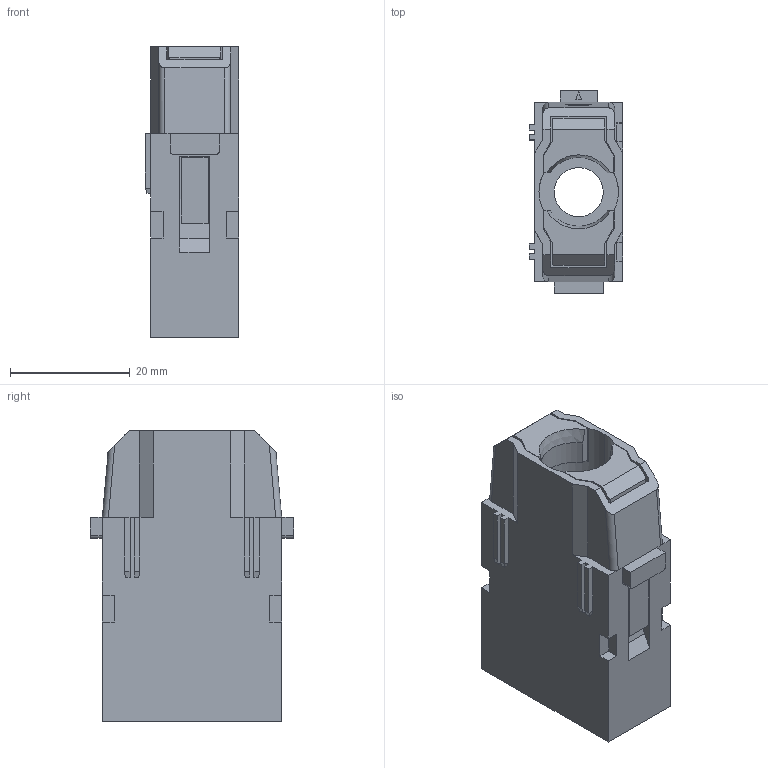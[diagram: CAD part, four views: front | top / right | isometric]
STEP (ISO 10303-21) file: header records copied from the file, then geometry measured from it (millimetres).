
FILE_DESCRIPTION(('Creo Elements/Direct Modeling STEP Export'),'2;1');
FILE_NAME('0lndqdl4d14n4553852','2017-10-02T 9:28:33',(''),(''),'PTC Creo Elements/Direct Modeling STEP processor for AP214 (Solid Model)','PTC Creo Elements/Direct Modeling 19.0E 27-Jun-2016 (C) Parametric Technology GmbH','');
FILE_SCHEMA(('AUTOMOTIVE_DESIGN { 1 0 10303 214 1 1 1 1 }'));
Length unit declared in the file: millimetre
Products named in the file (2): CX_01_GM
Assembly tree (1 placements, depth 2):
  CX_01_GM
    CX_01_GM
Bounding box: 15.6 x 34 x 48.6 mm (x, y, z)
Volume: 10946.3 mm3; surface area: 9471 mm2
Topology: 1 solids, 1 shells, 327 faces, 901 edges, 585 vertices
Faces by surface type: plane 221, cylinder 79, extrusion 9, torus 8, bspline 4, sphere 4, cone 2
Entity records: 13785 total; most frequent: CARTESIAN_POINT 3386, ORIENTED_EDGE 1794, DIRECTION 1566, EDGE_CURVE 897, VECTOR 694, LINE 685, VERTEX_POINT 585, AXIS2_PLACEMENT_3D 436
